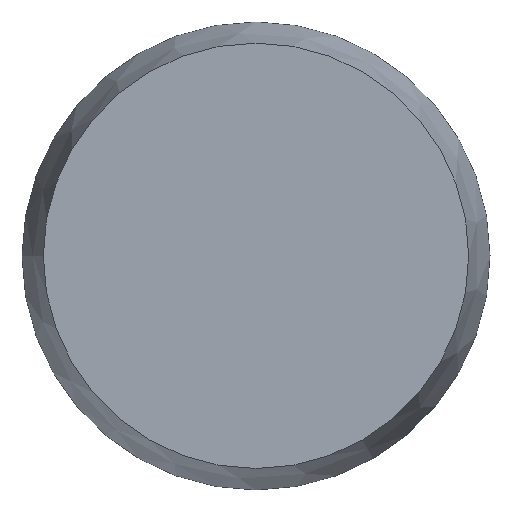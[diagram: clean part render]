
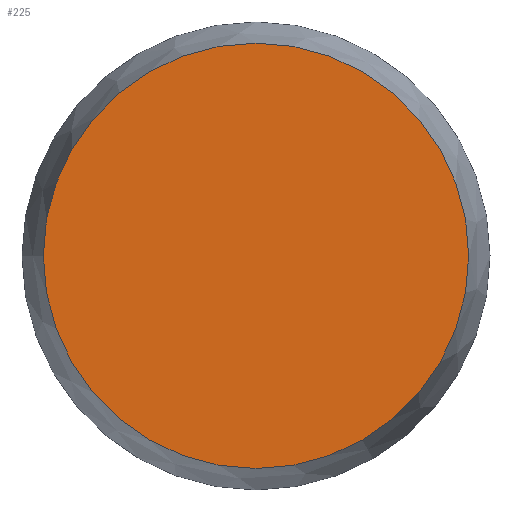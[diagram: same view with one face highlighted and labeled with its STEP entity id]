
A CAD part, top view. The second image highlights one B-rep face of the part: STEP entity #225.
In plain terms, the highlighted planar face has unit normal (0, 0, 1).
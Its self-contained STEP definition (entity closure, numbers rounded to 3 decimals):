
#30=ORIENTED_EDGE('',*,*,#70,.F.);
#70=EDGE_CURVE('',#91,#91,#112,.T.);
#91=VERTEX_POINT('',#397);
#112=CIRCLE('',#262,32.117);
#135=EDGE_LOOP('',(#30));
#177=FACE_BOUND('',#135,.T.);
#216=PLANE('',#263);
#225=ADVANCED_FACE('',(#177),#216,.F.);
#262=AXIS2_PLACEMENT_3D('',#396,#311,#312);
#263=AXIS2_PLACEMENT_3D('',#398,#313,#314);
#311=DIRECTION('',(0.,0.,-1.));
#312=DIRECTION('',(-1.,0.,0.));
#313=DIRECTION('',(0.,0.,-1.));
#314=DIRECTION('',(-1.,0.,0.));
#396=CARTESIAN_POINT('',(0.,0.,9.));
#397=CARTESIAN_POINT('',(-32.117,0.,9.));
#398=CARTESIAN_POINT('',(16.058,0.,9.));
